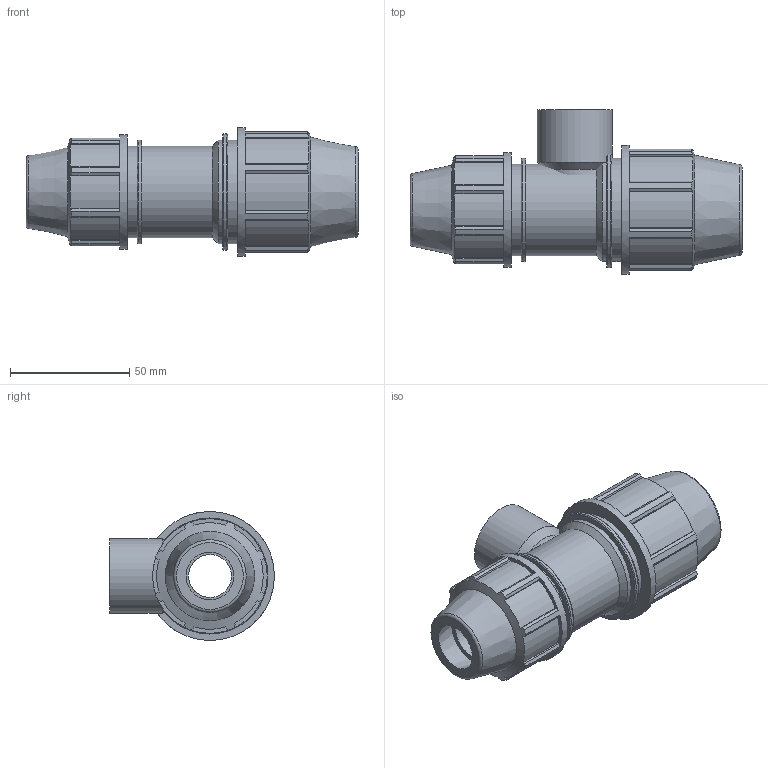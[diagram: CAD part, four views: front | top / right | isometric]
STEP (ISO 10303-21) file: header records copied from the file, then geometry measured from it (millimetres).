
FILE_DESCRIPTION(/* description */ ('PLASSON REDUCING TEE FEMALE 25-3/4"-20'),/* implementation_level */ '2;1');
FILE_NAME(/* name */ '0714S0025020_1814S0025020_0714S60250200A.ipt.stp',/* time_stamp */ '2017-06-08T04:07:48+03:00',/* author */ ('KIM'),/* organization */ (''),/* preprocessor_version */ 'ST-DEVELOPER v15.6',/* originating_system */ 'Autodesk Inventor 2015',/* authorisation */ '');
FILE_SCHEMA (('AUTOMOTIVE_DESIGN { 1 0 10303 214 3 1 1 }'));
Length unit declared in the file: millimetre
Products named in the file (1): 0714S0025020_1814S0025020_0714S60250200A
Bounding box: 139 x 69 x 54 mm (x, y, z)
Volume: 158983.5 mm3; surface area: 41825.8 mm2
Topology: 2 solids, 2 shells, 147 faces, 390 edges, 255 vertices
Faces by surface type: plane 96, cylinder 34, cone 11, torus 6
Full cylindrical faces by diameter (mm): 18 x3, 20 x1, 24.117 x1, 25 x1, 25.235 x1, 31.352 x1, 38.4 x2, 43.2 x3, 48 x1, 48.6 x1, 54 x1
Entity records: 4522 total; most frequent: CARTESIAN_POINT 888, DIRECTION 718, ORIENTED_EDGE 692, EDGE_CURVE 346, AXIS2_PLACEMENT_3D 261, VERTEX_POINT 245, LINE 196, VECTOR 196
